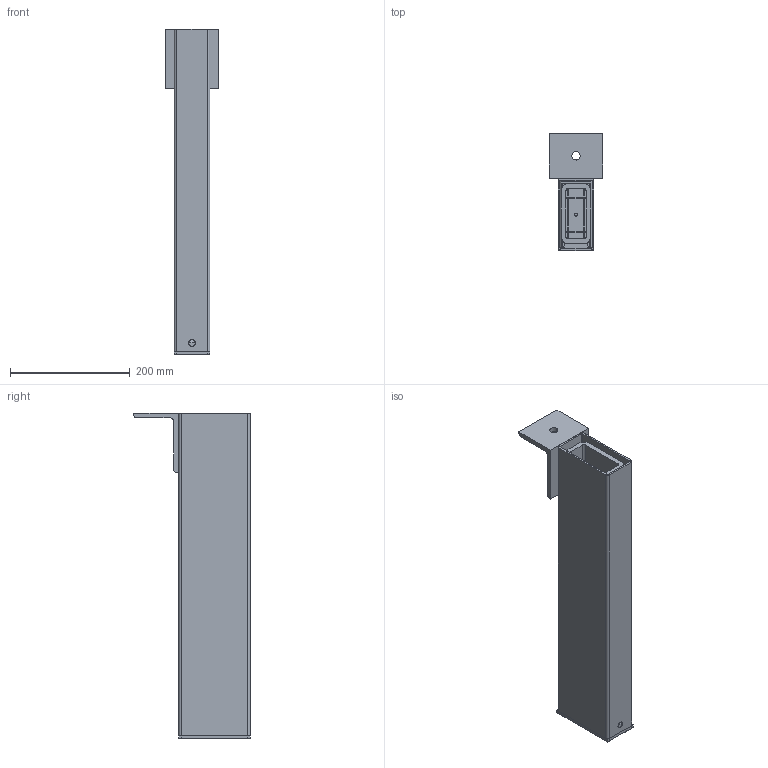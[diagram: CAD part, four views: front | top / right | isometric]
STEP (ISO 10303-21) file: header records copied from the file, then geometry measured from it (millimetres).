
FILE_DESCRIPTION (( 'STEP AP203' ), '1' );
FILE_NAME ('Shooter_Production.STEP', '2017-06-19T14:17:01', ( 'Temp' ), ( '' ), 'SwSTEP 2.0', 'SolidWorks 2010', '' );
FILE_SCHEMA (( 'CONFIG_CONTROL_DESIGN' ));
Length unit declared in the file: millimetre
Products named in the file (3): Shooter_Production; InternalTube_NoPin; OuterTube_NoReinforcing
Assembly tree (2 placements, depth 2):
  Shooter_Production
    OuterTube_NoReinforcing
    InternalTube_NoPin
Bounding box: 90 x 195 x 545 mm (x, y, z)
Volume: 1914830.3 mm3; surface area: 755178.2 mm2
Topology: 6 solids, 6 shells, 165 faces, 421 edges, 274 vertices
Faces by surface type: plane 124, cylinder 41
Entity records: 5268 total; most frequent: CARTESIAN_POINT 871, ORIENTED_EDGE 842, DIRECTION 839, EDGE_CURVE 421, LINE 339, VECTOR 339, VERTEX_POINT 274, AXIS2_PLACEMENT_3D 250
